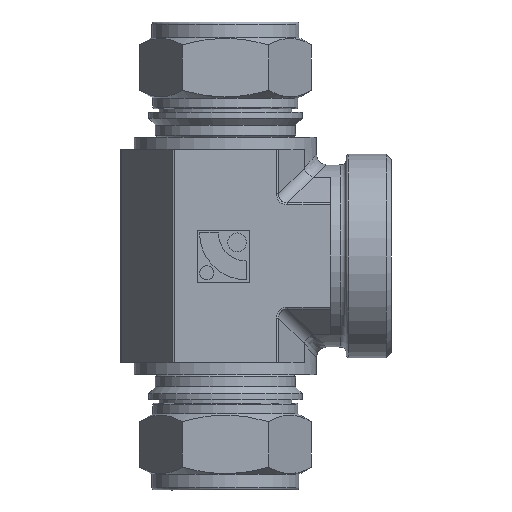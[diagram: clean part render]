
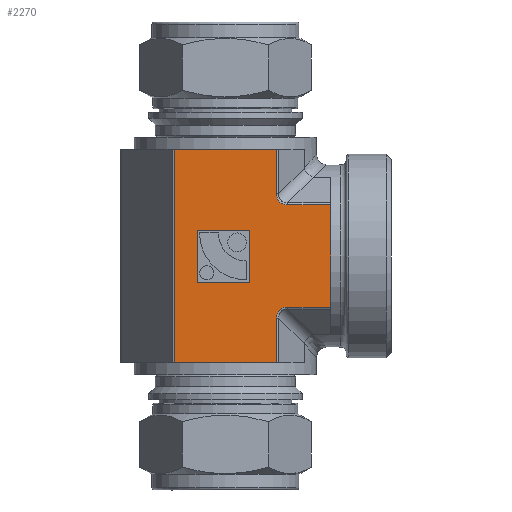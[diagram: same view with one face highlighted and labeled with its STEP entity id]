
A CAD part, left-side view. The second image highlights one B-rep face of the part: STEP entity #2270.
In plain terms, the highlighted planar face has unit normal (-1, 0, 0).
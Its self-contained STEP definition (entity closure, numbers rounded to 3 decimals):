
#21=ELLIPSE('',#2549,3.227,2.5);
#22=ELLIPSE('',#2550,3.227,2.5);
#124=FACE_BOUND('',#528,.T.);
#367=FACE_OUTER_BOUND('',#527,.T.);
#527=EDGE_LOOP('',(#1869,#1870,#1871,#1872,#1873,#1874,#1875,#1876,#1877,
#1878,#1879,#1880,#1881));
#528=EDGE_LOOP('',(#1882,#1883,#1884,#1885));
#636=LINE('',#3778,#788);
#637=LINE('',#3783,#789);
#658=LINE('',#3883,#810);
#662=LINE('',#3891,#814);
#665=LINE('',#3897,#817);
#668=LINE('',#3902,#820);
#670=LINE('',#3907,#822);
#671=LINE('',#3909,#823);
#672=LINE('',#3911,#824);
#673=LINE('',#3913,#825);
#674=LINE('',#3917,#826);
#675=LINE('',#3919,#827);
#676=LINE('',#3921,#828);
#677=LINE('',#3923,#829);
#678=LINE('',#3926,#830);
#788=VECTOR('',#3008,10.);
#789=VECTOR('',#3013,10.);
#810=VECTOR('',#3126,10.);
#814=VECTOR('',#3132,10.);
#817=VECTOR('',#3137,10.);
#820=VECTOR('',#3142,10.);
#822=VECTOR('',#3148,10.);
#823=VECTOR('',#3149,10.);
#824=VECTOR('',#3150,10.);
#825=VECTOR('',#3151,10.);
#826=VECTOR('',#3154,10.);
#827=VECTOR('',#3155,10.);
#828=VECTOR('',#3156,10.);
#829=VECTOR('',#3157,10.);
#830=VECTOR('',#3160,10.);
#1010=VERTEX_POINT('',#3771);
#1013=VERTEX_POINT('',#3776);
#1015=VERTEX_POINT('',#3782);
#1047=VERTEX_POINT('',#3881);
#1048=VERTEX_POINT('',#3882);
#1051=VERTEX_POINT('',#3890);
#1053=VERTEX_POINT('',#3896);
#1055=VERTEX_POINT('',#3906);
#1056=VERTEX_POINT('',#3908);
#1057=VERTEX_POINT('',#3910);
#1058=VERTEX_POINT('',#3912);
#1059=VERTEX_POINT('',#3914);
#1060=VERTEX_POINT('',#3916);
#1061=VERTEX_POINT('',#3918);
#1062=VERTEX_POINT('',#3920);
#1063=VERTEX_POINT('',#3922);
#1064=VERTEX_POINT('',#3924);
#1278=EDGE_CURVE('',#1013,#1010,#636,.T.);
#1280=EDGE_CURVE('',#1010,#1015,#637,.T.);
#1327=EDGE_CURVE('',#1047,#1048,#658,.T.);
#1331=EDGE_CURVE('',#1051,#1047,#662,.T.);
#1334=EDGE_CURVE('',#1053,#1051,#665,.T.);
#1337=EDGE_CURVE('',#1048,#1053,#668,.T.);
#1339=EDGE_CURVE('',#1055,#1013,#670,.T.);
#1340=EDGE_CURVE('',#1056,#1055,#671,.T.);
#1341=EDGE_CURVE('',#1057,#1056,#672,.T.);
#1342=EDGE_CURVE('',#1058,#1057,#673,.T.);
#1343=EDGE_CURVE('',#1059,#1058,#21,.T.);
#1344=EDGE_CURVE('',#1060,#1059,#674,.T.);
#1345=EDGE_CURVE('',#1061,#1060,#675,.T.);
#1346=EDGE_CURVE('',#1062,#1061,#676,.T.);
#1347=EDGE_CURVE('',#1063,#1062,#677,.T.);
#1348=EDGE_CURVE('',#1064,#1063,#22,.T.);
#1349=EDGE_CURVE('',#1015,#1064,#678,.T.);
#1869=ORIENTED_EDGE('',*,*,#1339,.F.);
#1870=ORIENTED_EDGE('',*,*,#1340,.F.);
#1871=ORIENTED_EDGE('',*,*,#1341,.F.);
#1872=ORIENTED_EDGE('',*,*,#1342,.F.);
#1873=ORIENTED_EDGE('',*,*,#1343,.F.);
#1874=ORIENTED_EDGE('',*,*,#1344,.F.);
#1875=ORIENTED_EDGE('',*,*,#1345,.F.);
#1876=ORIENTED_EDGE('',*,*,#1346,.F.);
#1877=ORIENTED_EDGE('',*,*,#1347,.F.);
#1878=ORIENTED_EDGE('',*,*,#1348,.F.);
#1879=ORIENTED_EDGE('',*,*,#1349,.F.);
#1880=ORIENTED_EDGE('',*,*,#1280,.F.);
#1881=ORIENTED_EDGE('',*,*,#1278,.F.);
#1882=ORIENTED_EDGE('',*,*,#1327,.T.);
#1883=ORIENTED_EDGE('',*,*,#1337,.T.);
#1884=ORIENTED_EDGE('',*,*,#1334,.T.);
#1885=ORIENTED_EDGE('',*,*,#1331,.T.);
#2148=PLANE('',#2548);
#2270=ADVANCED_FACE('',(#367,#124),#2148,.T.);
#2548=AXIS2_PLACEMENT_3D('',#3905,#3146,#3147);
#2549=AXIS2_PLACEMENT_3D('',#3915,#3152,#3153);
#2550=AXIS2_PLACEMENT_3D('',#3925,#3158,#3159);
#3008=DIRECTION('',(0.,-1.,0.));
#3013=DIRECTION('',(0.,-1.,0.));
#3126=DIRECTION('',(0.,1.,0.));
#3132=DIRECTION('',(0.,0.,-1.));
#3137=DIRECTION('',(0.,-1.,0.));
#3142=DIRECTION('',(0.,0.,1.));
#3146=DIRECTION('center_axis',(-1.,0.,0.));
#3147=DIRECTION('ref_axis',(0.,-1.,0.));
#3148=DIRECTION('',(0.,0.,1.));
#3149=DIRECTION('',(0.,1.,0.));
#3150=DIRECTION('',(0.,1.,0.));
#3151=DIRECTION('',(0.,0.,-1.));
#3152=DIRECTION('center_axis',(-1.,0.,0.));
#3153=DIRECTION('ref_axis',(0.,0.707,0.707));
#3154=DIRECTION('',(0.,1.,0.));
#3155=DIRECTION('',(0.,0.,-1.));
#3156=DIRECTION('',(0.,0.,-1.));
#3157=DIRECTION('',(0.,-1.,0.));
#3158=DIRECTION('center_axis',(-1.,0.,0.));
#3159=DIRECTION('ref_axis',(0.,0.707,-0.707));
#3160=DIRECTION('',(0.,0.,-1.));
#3771=CARTESIAN_POINT('',(-17.45,0.,20.5));
#3776=CARTESIAN_POINT('',(-17.45,9.786,20.5));
#3778=CARTESIAN_POINT('',(-17.45,-10.075,20.5));
#3782=CARTESIAN_POINT('',(-17.45,-9.786,20.5));
#3783=CARTESIAN_POINT('',(-17.45,-10.075,20.5));
#3881=CARTESIAN_POINT('',(-17.45,-4.551,-5.079));
#3882=CARTESIAN_POINT('',(-17.45,5.449,-5.079));
#3883=CARTESIAN_POINT('',(-17.45,2.762,-5.079));
#3890=CARTESIAN_POINT('',(-17.45,-4.551,4.921));
#3891=CARTESIAN_POINT('',(-17.45,-4.551,2.46));
#3896=CARTESIAN_POINT('',(-17.45,5.449,4.921));
#3897=CARTESIAN_POINT('',(-17.45,7.762,4.921));
#3902=CARTESIAN_POINT('',(-17.45,5.449,-2.54));
#3905=CARTESIAN_POINT('Origin',(-17.45,10.075,0.));
#3906=CARTESIAN_POINT('',(-17.45,9.786,-20.5));
#3907=CARTESIAN_POINT('',(-17.45,9.786,0.));
#3908=CARTESIAN_POINT('',(-17.45,0.,-20.5));
#3909=CARTESIAN_POINT('',(-17.45,-10.075,-20.5));
#3910=CARTESIAN_POINT('',(-17.45,-9.786,-20.5));
#3911=CARTESIAN_POINT('',(-17.45,-10.075,-20.5));
#3912=CARTESIAN_POINT('',(-17.45,-9.786,-11.951));
#3913=CARTESIAN_POINT('',(-17.45,-9.786,0.));
#3914=CARTESIAN_POINT('',(-17.45,-11.951,-9.786));
#3915=CARTESIAN_POINT('Origin',(-17.45,-12.673,-12.673));
#3916=CARTESIAN_POINT('',(-17.45,-20.15,-9.786));
#3917=CARTESIAN_POINT('',(-17.45,5.037,-9.786));
#3918=CARTESIAN_POINT('',(-17.45,-20.15,0.));
#3919=CARTESIAN_POINT('',(-17.45,-20.15,-10.075));
#3920=CARTESIAN_POINT('',(-17.45,-20.15,9.786));
#3921=CARTESIAN_POINT('',(-17.45,-20.15,-10.075));
#3922=CARTESIAN_POINT('',(-17.45,-11.951,9.786));
#3923=CARTESIAN_POINT('',(-17.45,5.037,9.786));
#3924=CARTESIAN_POINT('',(-17.45,-9.786,11.951));
#3925=CARTESIAN_POINT('Origin',(-17.45,-12.673,12.673));
#3926=CARTESIAN_POINT('',(-17.45,-9.786,0.));
